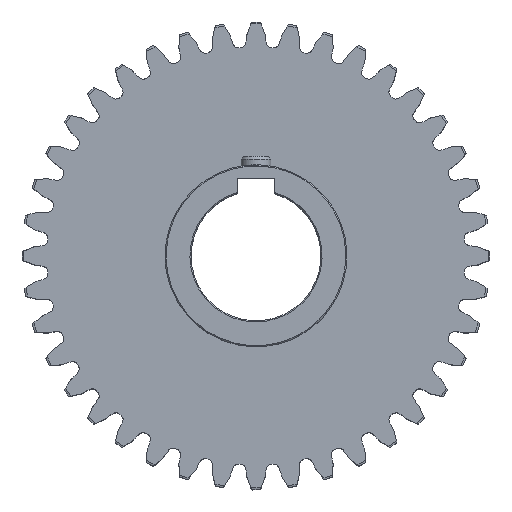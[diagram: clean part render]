
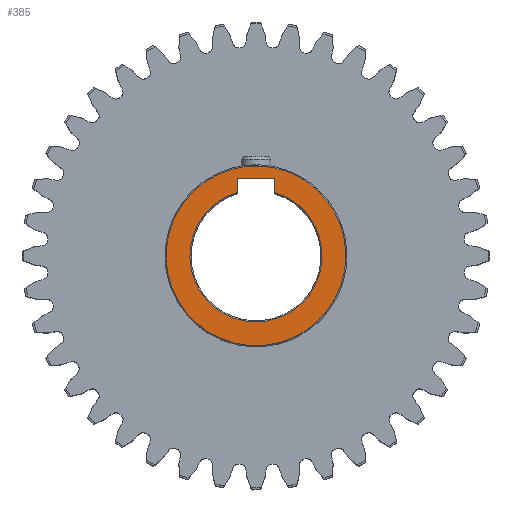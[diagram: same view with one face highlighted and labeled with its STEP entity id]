
A CAD part, top view. The second image highlights one B-rep face of the part: STEP entity #385.
In plain terms, the highlighted free-form (B-spline) face has degree [1, 1] with [2, 2] control points.
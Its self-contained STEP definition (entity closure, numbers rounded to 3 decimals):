
#40 = VERTEX_POINT('',#41);
#41 = CARTESIAN_POINT('',(7.306,24.961,67.212
    ));
#48 = EDGE_CURVE('',#40,#49,#51,.T.);
#49 = VERTEX_POINT('',#50);
#50 = CARTESIAN_POINT('',(7.306,30.099,67.212
    ));
#51 = B_SPLINE_CURVE_WITH_KNOTS('',1,(#52,#53),.UNSPECIFIED.,.F.,.F.,(2,
    2),(17.083,20.6),.PIECEWISE_BEZIER_KNOTS.);
#52 = CARTESIAN_POINT('',(7.306,24.961,67.212
    ));
#53 = CARTESIAN_POINT('',(7.306,30.099,67.212
    ));
#88 = EDGE_CURVE('',#40,#89,#91,.T.);
#89 = VERTEX_POINT('',#90);
#90 = CARTESIAN_POINT('',(-7.306,24.961,
    67.212));
#91 = ( BOUNDED_CURVE() B_SPLINE_CURVE(2,(#92,#93,#94,#95,#96,#97,#98),
.UNSPECIFIED.,.F.,.F.) B_SPLINE_CURVE_WITH_KNOTS((3,2,2,3),(
    1.856,3.76,5.665,7.569),
.PIECEWISE_BEZIER_KNOTS.) CURVE() GEOMETRIC_REPRESENTATION_ITEM() 
RATIONAL_B_SPLINE_CURVE((1.,0.58,1.,0.58,1.,
0.58,1.)) REPRESENTATION_ITEM('') );
#92 = CARTESIAN_POINT('',(7.306,24.961,67.212
    ));
#93 = CARTESIAN_POINT('',(42.38,14.695,
    67.212));
#94 = CARTESIAN_POINT('',(21.19,-15.08,
    67.212));
#95 = CARTESIAN_POINT('',(0.,-44.856,
    67.212));
#96 = CARTESIAN_POINT('',(-21.19,-15.08,
    67.212));
#97 = CARTESIAN_POINT('',(-42.38,14.695,
    67.212));
#98 = CARTESIAN_POINT('',(-7.306,24.961,
    67.212));
#126 = VERTEX_POINT('',#127);
#127 = CARTESIAN_POINT('',(-7.306,30.099,
    67.212));
#134 = EDGE_CURVE('',#135,#126,#137,.T.);
#135 = VERTEX_POINT('',#136);
#136 = CARTESIAN_POINT('',(-7.013,30.392,
    67.212));
#137 = ( BOUNDED_CURVE() B_SPLINE_CURVE(2,(#138,#139,#140),
.UNSPECIFIED.,.F.,.F.) B_SPLINE_CURVE_WITH_KNOTS((3,3),(1.571,
3.142),.PIECEWISE_BEZIER_KNOTS.) CURVE() 
GEOMETRIC_REPRESENTATION_ITEM() RATIONAL_B_SPLINE_CURVE((1.,
0.707,1.)) REPRESENTATION_ITEM('') );
#138 = CARTESIAN_POINT('',(-7.013,30.392,
    67.212));
#139 = CARTESIAN_POINT('',(-7.306,30.392,
    67.212));
#140 = CARTESIAN_POINT('',(-7.306,30.099,
    67.212));
#166 = VERTEX_POINT('',#167);
#167 = CARTESIAN_POINT('',(7.013,30.392,
    67.212));
#174 = EDGE_CURVE('',#49,#166,#175,.T.);
#175 = ( BOUNDED_CURVE() B_SPLINE_CURVE(2,(#176,#177,#178),
.UNSPECIFIED.,.F.,.F.) B_SPLINE_CURVE_WITH_KNOTS((3,3),(0.,
1.571),.PIECEWISE_BEZIER_KNOTS.) CURVE() 
GEOMETRIC_REPRESENTATION_ITEM() RATIONAL_B_SPLINE_CURVE((1.,
0.707,1.)) REPRESENTATION_ITEM('') );
#176 = CARTESIAN_POINT('',(7.306,30.099,
    67.212));
#177 = CARTESIAN_POINT('',(7.306,30.392,
    67.212));
#178 = CARTESIAN_POINT('',(7.013,30.392,
    67.212));
#385 = ADVANCED_FACE('',(#386,#400),#416,.F.);
#386 = FACE_BOUND('',#387,.T.);
#387 = EDGE_LOOP('',(#388));
#388 = ORIENTED_EDGE('',*,*,#389,.F.);
#389 = EDGE_CURVE('',#390,#390,#392,.T.);
#390 = VERTEX_POINT('',#391);
#391 = CARTESIAN_POINT('',(-35.36,0.,67.212));
#392 = ( BOUNDED_CURVE() B_SPLINE_CURVE(2,(#393,#394,#395,#396,#397,#398
,#399),.UNSPECIFIED.,.T.,.F.) B_SPLINE_CURVE_WITH_KNOTS((1,2,2,2,2,1),(
    -2.094,0.,2.094,4.189,6.283,
8.378),.UNSPECIFIED.) CURVE() GEOMETRIC_REPRESENTATION_ITEM() 
RATIONAL_B_SPLINE_CURVE((1.,0.5,1.,0.5,1.,0.5,1.)) REPRESENTATION_ITEM(
  '') );
#393 = CARTESIAN_POINT('',(-35.36,0.,67.212));
#394 = CARTESIAN_POINT('',(-35.36,61.245,
    67.212));
#395 = CARTESIAN_POINT('',(17.68,30.622,
    67.212));
#396 = CARTESIAN_POINT('',(70.719,0.,
    67.212));
#397 = CARTESIAN_POINT('',(17.68,-30.622,
    67.212));
#398 = CARTESIAN_POINT('',(-35.36,-61.245,
    67.212));
#399 = CARTESIAN_POINT('',(-35.36,0.,67.212));
#400 = FACE_BOUND('',#401,.T.);
#401 = EDGE_LOOP('',(#402,#407,#408,#413,#414,#415));
#402 = ORIENTED_EDGE('',*,*,#403,.F.);
#403 = EDGE_CURVE('',#126,#89,#404,.T.);
#404 = B_SPLINE_CURVE_WITH_KNOTS('',1,(#405,#406),.UNSPECIFIED.,.F.,.F.,
  (2,2),(0.,3.517),.PIECEWISE_BEZIER_KNOTS.);
#405 = CARTESIAN_POINT('',(-7.306,30.099,
    67.212));
#406 = CARTESIAN_POINT('',(-7.306,24.961,
    67.212));
#407 = ORIENTED_EDGE('',*,*,#134,.F.);
#408 = ORIENTED_EDGE('',*,*,#409,.F.);
#409 = EDGE_CURVE('',#166,#135,#410,.T.);
#410 = B_SPLINE_CURVE_WITH_KNOTS('',1,(#411,#412),.UNSPECIFIED.,.F.,.F.,
  (2,2),(0.,9.6),.PIECEWISE_BEZIER_KNOTS.);
#411 = CARTESIAN_POINT('',(7.013,30.392,
    67.212));
#412 = CARTESIAN_POINT('',(-7.013,30.392,
    67.212));
#413 = ORIENTED_EDGE('',*,*,#174,.F.);
#414 = ORIENTED_EDGE('',*,*,#48,.F.);
#415 = ORIENTED_EDGE('',*,*,#88,.T.);
#416 = B_SPLINE_SURFACE_WITH_KNOTS('',1,1,(
    (#417,#418)
    ,(#419,#420
    )),.UNSPECIFIED.,.F.,.F.,.F.,(2,2),(2,2),(-24.2,24.2),(-24.2,24.2),
  .PIECEWISE_BEZIER_KNOTS.);
#417 = CARTESIAN_POINT('',(35.36,-35.36,
    67.212));
#418 = CARTESIAN_POINT('',(35.36,35.36,
    67.212));
#419 = CARTESIAN_POINT('',(-35.36,-35.36,
    67.212));
#420 = CARTESIAN_POINT('',(-35.36,35.36,
    67.212));
